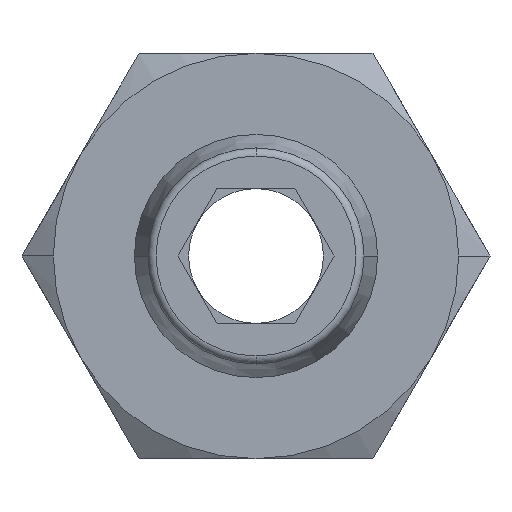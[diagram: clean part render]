
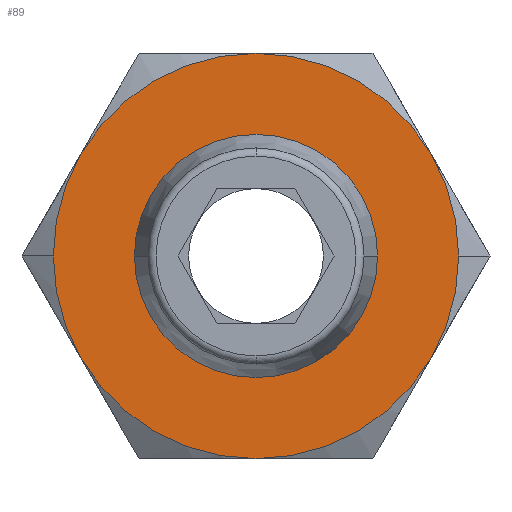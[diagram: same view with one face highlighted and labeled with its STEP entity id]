
A CAD part, front view. The second image highlights one B-rep face of the part: STEP entity #89.
In plain terms, the highlighted planar face has unit normal (0, -1, 0).
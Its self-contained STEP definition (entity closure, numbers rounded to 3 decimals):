
#89=ADVANCED_FACE('',(#213,#214),#215,.T.);
#213=FACE_OUTER_BOUND('',#372,.T.);
#214=FACE_BOUND('',#373,.T.);
#215=PLANE('',#374);
#372=EDGE_LOOP('',(#570,#571,#572,#573,#574,#575,#576,#577));
#373=EDGE_LOOP('',(#578,#579));
#374=AXIS2_PLACEMENT_3D('',#580,#581,#582);
#570=ORIENTED_EDGE('',*,*,#957,.T.);
#571=ORIENTED_EDGE('',*,*,#958,.T.);
#572=ORIENTED_EDGE('',*,*,#959,.T.);
#573=ORIENTED_EDGE('',*,*,#960,.T.);
#574=ORIENTED_EDGE('',*,*,#961,.T.);
#575=ORIENTED_EDGE('',*,*,#962,.T.);
#576=ORIENTED_EDGE('',*,*,#963,.T.);
#577=ORIENTED_EDGE('',*,*,#964,.T.);
#578=ORIENTED_EDGE('',*,*,#965,.F.);
#579=ORIENTED_EDGE('',*,*,#925,.F.);
#580=CARTESIAN_POINT('',(-3.75,14.0,0.0));
#581=DIRECTION('',(0.,-1.0,0.0));
#582=DIRECTION('',(-1.0,0.,0.0));
#925=EDGE_CURVE('',#1091,#1093,#1094,.T.);
#957=EDGE_CURVE('',#1145,#1146,#1147,.T.);
#958=EDGE_CURVE('',#1146,#1148,#1149,.T.);
#959=EDGE_CURVE('',#1148,#1150,#1151,.T.);
#960=EDGE_CURVE('',#1150,#1152,#1153,.T.);
#961=EDGE_CURVE('',#1152,#1154,#1155,.T.);
#962=EDGE_CURVE('',#1154,#1156,#1157,.T.);
#963=EDGE_CURVE('',#1156,#1158,#1159,.T.);
#964=EDGE_CURVE('',#1158,#1145,#1160,.T.);
#965=EDGE_CURVE('',#1093,#1091,#1161,.T.);
#1091=VERTEX_POINT('',#1320);
#1093=VERTEX_POINT('',#1323);
#1094=CIRCLE('',#1324,4.5);
#1145=VERTEX_POINT('',#1387);
#1146=VERTEX_POINT('',#1388);
#1147=CIRCLE('',#1389,7.5);
#1148=VERTEX_POINT('',#1390);
#1149=CIRCLE('',#1391,7.5);
#1150=VERTEX_POINT('',#1392);
#1151=CIRCLE('',#1393,7.5);
#1152=VERTEX_POINT('',#1394);
#1153=CIRCLE('',#1395,7.5);
#1154=VERTEX_POINT('',#1396);
#1155=CIRCLE('',#1397,7.5);
#1156=VERTEX_POINT('',#1398);
#1157=CIRCLE('',#1399,7.5);
#1158=VERTEX_POINT('',#1400);
#1159=CIRCLE('',#1401,7.5);
#1160=CIRCLE('',#1402,7.5);
#1161=CIRCLE('',#1403,4.5);
#1320=CARTESIAN_POINT('',(4.5,14.0,0.));
#1323=CARTESIAN_POINT('',(-4.5,14.0,0.));
#1324=AXIS2_PLACEMENT_3D('',#1716,#1717,#1718);
#1387=CARTESIAN_POINT('',(-6.495,14.0,3.75));
#1388=CARTESIAN_POINT('',(-7.5,14.0,0.));
#1389=AXIS2_PLACEMENT_3D('',#1770,#1771,#1772);
#1390=CARTESIAN_POINT('',(-6.495,14.0,-3.75));
#1391=AXIS2_PLACEMENT_3D('',#1773,#1774,#1775);
#1392=CARTESIAN_POINT('',(0.,14.0,-7.5));
#1393=AXIS2_PLACEMENT_3D('',#1776,#1777,#1778);
#1394=CARTESIAN_POINT('',(6.495,14.0,-3.75));
#1395=AXIS2_PLACEMENT_3D('',#1779,#1780,#1781);
#1396=CARTESIAN_POINT('',(7.5,14.0,0.));
#1397=AXIS2_PLACEMENT_3D('',#1782,#1783,#1784);
#1398=CARTESIAN_POINT('',(6.495,14.0,3.75));
#1399=AXIS2_PLACEMENT_3D('',#1785,#1786,#1787);
#1400=CARTESIAN_POINT('',(0.,14.0,7.5));
#1401=AXIS2_PLACEMENT_3D('',#1788,#1789,#1790);
#1402=AXIS2_PLACEMENT_3D('',#1791,#1792,#1793);
#1403=AXIS2_PLACEMENT_3D('',#1794,#1795,#1796);
#1716=CARTESIAN_POINT('',(0.0,14.0,0.0));
#1717=DIRECTION('',(0.,-1.0,0.0));
#1718=DIRECTION('',(1.0,0.,0.0));
#1770=CARTESIAN_POINT('',(0.,14.0,0.0));
#1771=DIRECTION('',(0.,-1.0,0.0));
#1772=DIRECTION('',(-1.0,0.,0.0));
#1773=CARTESIAN_POINT('',(0.,14.0,0.0));
#1774=DIRECTION('',(0.,-1.0,0.0));
#1775=DIRECTION('',(-1.0,0.,0.0));
#1776=CARTESIAN_POINT('',(0.,14.0,0.0));
#1777=DIRECTION('',(0.,-1.0,0.0));
#1778=DIRECTION('',(-1.0,0.,0.0));
#1779=CARTESIAN_POINT('',(0.,14.0,0.0));
#1780=DIRECTION('',(0.,-1.0,0.0));
#1781=DIRECTION('',(-1.0,0.,0.0));
#1782=CARTESIAN_POINT('',(0.,14.0,0.0));
#1783=DIRECTION('',(0.,-1.0,0.0));
#1784=DIRECTION('',(-1.0,0.,0.0));
#1785=CARTESIAN_POINT('',(0.,14.0,0.0));
#1786=DIRECTION('',(0.,-1.0,0.0));
#1787=DIRECTION('',(-1.0,0.,0.0));
#1788=CARTESIAN_POINT('',(0.,14.0,0.0));
#1789=DIRECTION('',(0.,-1.0,0.0));
#1790=DIRECTION('',(-1.0,0.,0.0));
#1791=CARTESIAN_POINT('',(0.,14.0,0.0));
#1792=DIRECTION('',(0.,-1.0,0.0));
#1793=DIRECTION('',(-1.0,0.,0.0));
#1794=CARTESIAN_POINT('',(0.0,14.0,0.0));
#1795=DIRECTION('',(0.,-1.0,0.0));
#1796=DIRECTION('',(1.0,0.,0.0));
